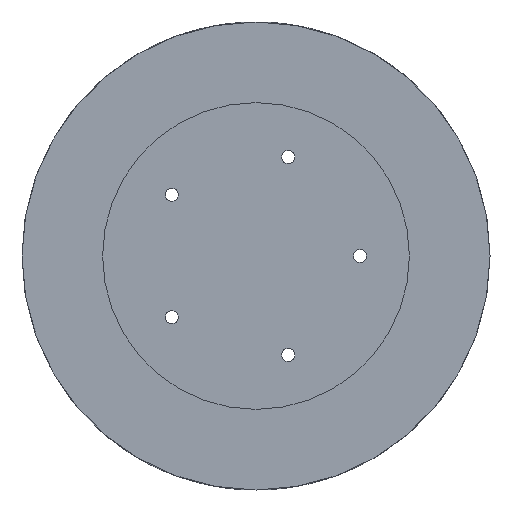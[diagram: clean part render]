
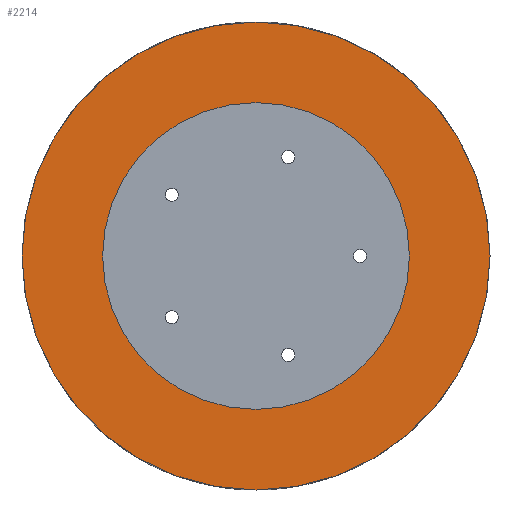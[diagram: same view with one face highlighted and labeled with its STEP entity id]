
A CAD part, front view. The second image highlights one B-rep face of the part: STEP entity #2214.
In plain terms, the highlighted planar face has unit normal (0, -1, 0).
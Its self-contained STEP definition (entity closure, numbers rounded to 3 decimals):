
#15 = CIRCLE ( 'NONE', #1962, 45. ) ;
#54 = DIRECTION ( 'NONE',  ( 0., 1., 0. ) ) ;
#136 = DIRECTION ( 'NONE',  ( 0., 1., 0. ) ) ;
#176 = ORIENTED_EDGE ( 'NONE', *, *, #682, .F. ) ;
#216 = CARTESIAN_POINT ( 'NONE',  ( 0., 0., 0. ) ) ;
#367 = EDGE_CURVE ( 'NONE', #940, #1302, #1443, .T. ) ;
#373 = FACE_OUTER_BOUND ( 'NONE', #2718, .T. ) ;
#374 = EDGE_LOOP ( 'NONE', ( #418, #2415 ) ) ;
#418 = ORIENTED_EDGE ( 'NONE', *, *, #1683, .F. ) ;
#450 = AXIS2_PLACEMENT_3D ( 'NONE', #3068, #136, #3382 ) ;
#569 = EDGE_CURVE ( 'NONE', #634, #3211, #15, .T. ) ;
#599 = CARTESIAN_POINT ( 'NONE',  ( 0., 0., 0. ) ) ;
#634 = VERTEX_POINT ( 'NONE', #1115 ) ;
#641 = DIRECTION ( 'NONE',  ( 0., 0., 1. ) ) ;
#682 = EDGE_CURVE ( 'NONE', #3211, #634, #2508, .T. ) ;
#940 = VERTEX_POINT ( 'NONE', #2350 ) ;
#1115 = CARTESIAN_POINT ( 'NONE',  ( 0., 0., 45. ) ) ;
#1285 = DIRECTION ( 'NONE',  ( 0., 0., -1. ) ) ;
#1302 = VERTEX_POINT ( 'NONE', #2710 ) ;
#1443 = CIRCLE ( 'NONE', #3366, 29.5 ) ;
#1446 = CARTESIAN_POINT ( 'NONE',  ( 0., 0., -45. ) ) ;
#1553 = ORIENTED_EDGE ( 'NONE', *, *, #569, .F. ) ;
#1607 = DIRECTION ( 'NONE',  ( 0., -1., 0. ) ) ;
#1632 = AXIS2_PLACEMENT_3D ( 'NONE', #216, #2797, #1285 ) ;
#1683 = EDGE_CURVE ( 'NONE', #1302, #940, #2828, .T. ) ;
#1956 = FACE_BOUND ( 'NONE', #374, .T. ) ;
#1962 = AXIS2_PLACEMENT_3D ( 'NONE', #599, #54, #2690 ) ;
#2115 = CARTESIAN_POINT ( 'NONE',  ( 0., 0., 0. ) ) ;
#2214 = ADVANCED_FACE ( 'NONE', ( #1956, #373 ), #2488, .F. ) ;
#2304 = AXIS2_PLACEMENT_3D ( 'NONE', #2998, #3245, #641 ) ;
#2350 = CARTESIAN_POINT ( 'NONE',  ( 0., 0., -29.5 ) ) ;
#2415 = ORIENTED_EDGE ( 'NONE', *, *, #367, .F. ) ;
#2488 = PLANE ( 'NONE',  #2304 ) ;
#2508 = CIRCLE ( 'NONE', #450, 45. ) ;
#2655 = DIRECTION ( 'NONE',  ( 0., 0., -1. ) ) ;
#2690 = DIRECTION ( 'NONE',  ( 0., 0., 1. ) ) ;
#2710 = CARTESIAN_POINT ( 'NONE',  ( 0., 0., 29.5 ) ) ;
#2718 = EDGE_LOOP ( 'NONE', ( #176, #1553 ) ) ;
#2797 = DIRECTION ( 'NONE',  ( 0., -1., 0. ) ) ;
#2828 = CIRCLE ( 'NONE', #1632, 29.5 ) ;
#2998 = CARTESIAN_POINT ( 'NONE',  ( 0., 0., 0. ) ) ;
#3068 = CARTESIAN_POINT ( 'NONE',  ( 0., 0., 0. ) ) ;
#3211 = VERTEX_POINT ( 'NONE', #1446 ) ;
#3245 = DIRECTION ( 'NONE',  ( 0., 1., 0. ) ) ;
#3366 = AXIS2_PLACEMENT_3D ( 'NONE', #2115, #1607, #2655 ) ;
#3382 = DIRECTION ( 'NONE',  ( 0., 0., 1. ) ) ;
